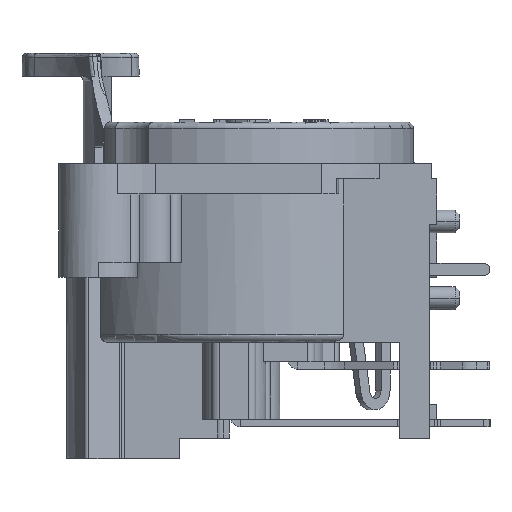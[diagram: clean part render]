
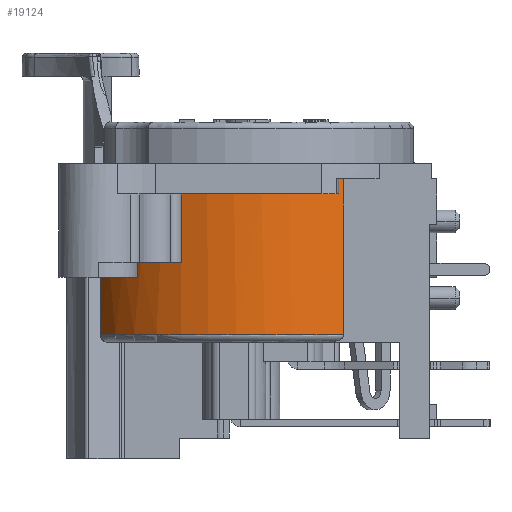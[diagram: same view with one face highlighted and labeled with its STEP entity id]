
A CAD part, left-side view. The second image highlights one B-rep face of the part: STEP entity #19124.
In plain terms, the highlighted cylindrical face has radius 11 mm (diameter 22 mm), a partial arc.
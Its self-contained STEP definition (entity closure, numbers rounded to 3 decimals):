
#629=DIRECTION('',(0.,0.,-1.));
#630=VECTOR('',#629,10.3);
#631=CARTESIAN_POINT('',(-9.,-6.325,-1.));
#632=LINE('',#631,#630);
#633=DIRECTION('',(0.,0.,-1.));
#634=VECTOR('',#633,4.5);
#635=CARTESIAN_POINT('',(-6.06,9.18,-2.));
#636=LINE('',#635,#634);
#637=DIRECTION('',(0.,0.,1.));
#638=VECTOR('',#637,4.5);
#639=CARTESIAN_POINT('',(-10.073,4.42,-6.5));
#640=LINE('',#639,#638);
#641=CARTESIAN_POINT('',(0.,0.,-1.));
#642=DIRECTION('',(0.,0.,1.));
#643=DIRECTION('',(-0.838,-0.545,0.));
#644=AXIS2_PLACEMENT_3D('',#641,#642,#643);
#1171=CARTESIAN_POINT('',(0.,0.,-6.5));
#1172=DIRECTION('',(0.,0.,-1.));
#1173=DIRECTION('',(-0.916,0.402,0.));
#1174=AXIS2_PLACEMENT_3D('',#1171,#1172,#1173);
#10130=CARTESIAN_POINT('',(0.,0.,-2.));
#10131=DIRECTION('',(0.,0.,-1.));
#10132=DIRECTION('',(-0.551,0.835,0.));
#10133=AXIS2_PLACEMENT_3D('',#10130,#10131,#10132);
#10174=CARTESIAN_POINT('',(0.,0.,-2.));
#10175=DIRECTION('',(0.,0.,-1.));
#10176=DIRECTION('',(-0.838,-0.545,0.));
#10177=AXIS2_PLACEMENT_3D('',#10174,#10175,#10176);
#10227=DIRECTION('',(0.,0.,-1.));
#10228=VECTOR('',#10227,9.3);
#10229=CARTESIAN_POINT('',(-5.056,9.769,-2.));
#10230=LINE('',#10229,#10228);
#10245=CARTESIAN_POINT('',(0.,0.,-11.3));
#10246=DIRECTION('',(0.,0.,-1.));
#10247=DIRECTION('',(-0.818,-0.575,0.));
#10248=AXIS2_PLACEMENT_3D('',#10245,#10246,#10247);
#10364=DIRECTION('',(0.,0.,-1.));
#10365=VECTOR('',#10364,1.);
#10366=CARTESIAN_POINT('',(-9.22,-6.,-1.));
#10367=LINE('',#10366,#10365);
#15344=CARTESIAN_POINT('',(-6.06,9.18,-2.));
#15345=CARTESIAN_POINT('',(-5.056,9.769,-2.));
#15346=VERTEX_POINT('',#15344);
#15347=VERTEX_POINT('',#15345);
#15423=CARTESIAN_POINT('',(-6.06,9.18,-6.5));
#15424=VERTEX_POINT('',#15423);
#15537=CARTESIAN_POINT('',(-9.22,-6.,-2.));
#15539=VERTEX_POINT('',#15537);
#15687=CARTESIAN_POINT('',(-10.073,4.42,-6.5));
#15688=CARTESIAN_POINT('',(-10.073,4.42,-2.));
#15689=VERTEX_POINT('',#15687);
#15690=VERTEX_POINT('',#15688);
#15783=CARTESIAN_POINT('',(-9.,-6.325,-11.3));
#15784=CARTESIAN_POINT('',(-5.056,9.769,-11.3));
#15785=VERTEX_POINT('',#15783);
#15786=VERTEX_POINT('',#15784);
#17413=CARTESIAN_POINT('',(-9.22,-6.,-1.));
#17414=CARTESIAN_POINT('',(-9.,-6.325,-1.));
#17415=VERTEX_POINT('',#17413);
#17416=VERTEX_POINT('',#17414);
#19098=CARTESIAN_POINT('',(0.,0.,-19.193));
#19099=DIRECTION('',(0.,0.,1.));
#19100=DIRECTION('',(0.,-1.,0.));
#19101=AXIS2_PLACEMENT_3D('',#19098,#19099,#19100);
#19102=CYLINDRICAL_SURFACE('',#19101,11.);
#19104=ORIENTED_EDGE('',*,*,#19103,.T.);
#19106=ORIENTED_EDGE('',*,*,#19105,.T.);
#19108=ORIENTED_EDGE('',*,*,#19107,.F.);
#19110=ORIENTED_EDGE('',*,*,#19109,.F.);
#19112=ORIENTED_EDGE('',*,*,#19111,.T.);
#19114=ORIENTED_EDGE('',*,*,#19113,.F.);
#19116=ORIENTED_EDGE('',*,*,#19115,.T.);
#19118=ORIENTED_EDGE('',*,*,#19117,.F.);
#19120=ORIENTED_EDGE('',*,*,#19119,.F.);
#19121=ORIENTED_EDGE('',*,*,#19023,.T.);
#19122=EDGE_LOOP('',(#19104,#19106,#19108,#19110,#19112,#19114,#19116,#19118,
#19120,#19121));
#19123=FACE_OUTER_BOUND('',#19122,.F.);
#19124=ADVANCED_FACE('',(#19123),#19102,.T.);
#645=CIRCLE('',#644,11.);
#1175=CIRCLE('',#1174,11.);
#10134=CIRCLE('',#10133,11.);
#10178=CIRCLE('',#10177,11.);
#10249=CIRCLE('',#10248,11.);
#19023=EDGE_CURVE('',#17415,#17416,#645,.T.);
#19103=EDGE_CURVE('',#17416,#15785,#632,.T.);
#19105=EDGE_CURVE('',#15785,#15786,#10249,.T.);
#19107=EDGE_CURVE('',#15347,#15786,#10230,.T.);
#19109=EDGE_CURVE('',#15346,#15347,#10134,.T.);
#19111=EDGE_CURVE('',#15346,#15424,#636,.T.);
#19113=EDGE_CURVE('',#15689,#15424,#1175,.T.);
#19115=EDGE_CURVE('',#15689,#15690,#640,.T.);
#19117=EDGE_CURVE('',#15539,#15690,#10178,.T.);
#19119=EDGE_CURVE('',#17415,#15539,#10367,.T.);
